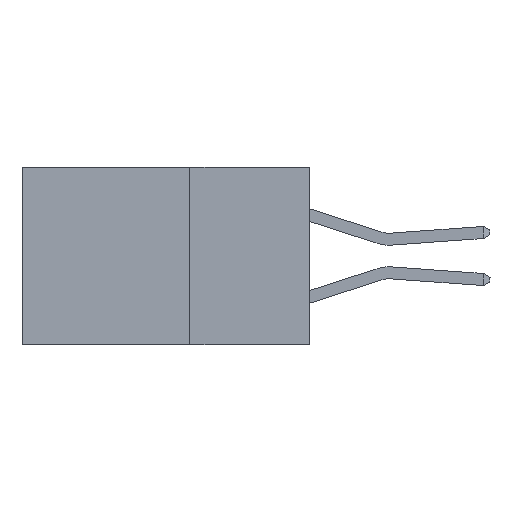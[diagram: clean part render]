
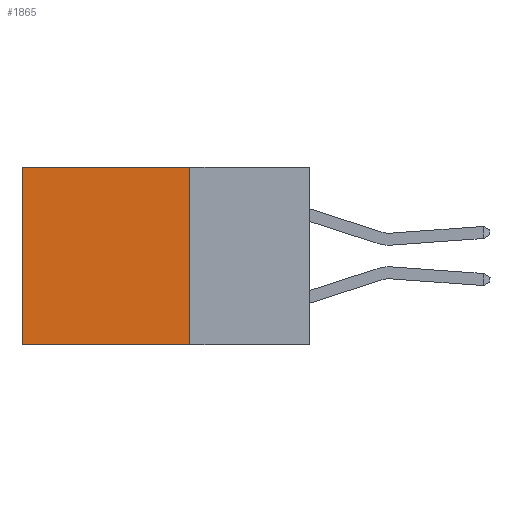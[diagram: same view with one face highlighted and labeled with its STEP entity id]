
A CAD part, left-side view. The second image highlights one B-rep face of the part: STEP entity #1865.
In plain terms, the highlighted planar face has unit normal (-1, 0, 0).
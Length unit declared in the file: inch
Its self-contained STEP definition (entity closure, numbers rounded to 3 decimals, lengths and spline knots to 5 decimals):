
#458 = ORIENTED_EDGE ( 'NONE', *, *, #12098, .T. ) ;
#1249 = DIRECTION ( 'NONE',  ( 0., 0., -1. ) ) ;
#1753 = VERTEX_POINT ( 'NONE', #6886 ) ;
#1865 = ADVANCED_FACE ( 'NONE', ( #3682 ), #12374, .F. ) ;
#2933 = LINE ( 'NONE', #18725, #17980 ) ;
#2979 = ORIENTED_EDGE ( 'NONE', *, *, #9661, .F. ) ;
#3602 = DIRECTION ( 'NONE',  ( 1., 0., 0. ) ) ;
#3682 = FACE_OUTER_BOUND ( 'NONE', #13115, .T. ) ;
#3722 = VECTOR ( 'NONE', #10156, 39.37008 ) ;
#4583 = VECTOR ( 'NONE', #8060, 39.37008 ) ;
#5307 = VERTEX_POINT ( 'NONE', #6671 ) ;
#5737 = CARTESIAN_POINT ( 'NONE',  ( 0.2615, 0.25, -0.37 ) ) ;
#6297 = ORIENTED_EDGE ( 'NONE', *, *, #11579, .F. ) ;
#6671 = CARTESIAN_POINT ( 'NONE',  ( 0.2615, 0.25, 0. ) ) ;
#6886 = CARTESIAN_POINT ( 'NONE',  ( 0.2615, 0.25, -0.37 ) ) ;
#7659 = VERTEX_POINT ( 'NONE', #11931 ) ;
#8060 = DIRECTION ( 'NONE',  ( 0., 1., 0. ) ) ;
#8128 = LINE ( 'NONE', #5737, #3722 ) ;
#8142 = DIRECTION ( 'NONE',  ( 0., 0., -1. ) ) ;
#8206 = CARTESIAN_POINT ( 'NONE',  ( 0.2615, 0.6, -0.37 ) ) ;
#8536 = LINE ( 'NONE', #13866, #4583 ) ;
#9661 = EDGE_CURVE ( 'NONE', #1753, #12124, #8128, .T. ) ;
#10156 = DIRECTION ( 'NONE',  ( 0., 1., 0. ) ) ;
#11579 = EDGE_CURVE ( 'NONE', #5307, #1753, #2933, .T. ) ;
#11931 = CARTESIAN_POINT ( 'NONE',  ( 0.2615, 0.6, 0. ) ) ;
#12098 = EDGE_CURVE ( 'NONE', #7659, #12124, #17069, .T. ) ;
#12124 = VERTEX_POINT ( 'NONE', #8206 ) ;
#12374 = PLANE ( 'NONE',  #13823 ) ;
#13115 = EDGE_LOOP ( 'NONE', ( #458, #2979, #6297, #16576 ) ) ;
#13221 = VECTOR ( 'NONE', #8142, 39.37008 ) ;
#13816 = DIRECTION ( 'NONE',  ( 0., 0., -1. ) ) ;
#13823 = AXIS2_PLACEMENT_3D ( 'NONE', #16671, #3602, #13816 ) ;
#13866 = CARTESIAN_POINT ( 'NONE',  ( 0.2615, 0.25, 0. ) ) ;
#15348 = CARTESIAN_POINT ( 'NONE',  ( 0.2615, 0.6, -0.37 ) ) ;
#16576 = ORIENTED_EDGE ( 'NONE', *, *, #17465, .T. ) ;
#16671 = CARTESIAN_POINT ( 'NONE',  ( 0.2615, 0.25, -0.37 ) ) ;
#17069 = LINE ( 'NONE', #15348, #13221 ) ;
#17465 = EDGE_CURVE ( 'NONE', #5307, #7659, #8536, .T. ) ;
#17980 = VECTOR ( 'NONE', #1249, 39.37008 ) ;
#18725 = CARTESIAN_POINT ( 'NONE',  ( 0.2615, 0.25, -0.37 ) ) ;
